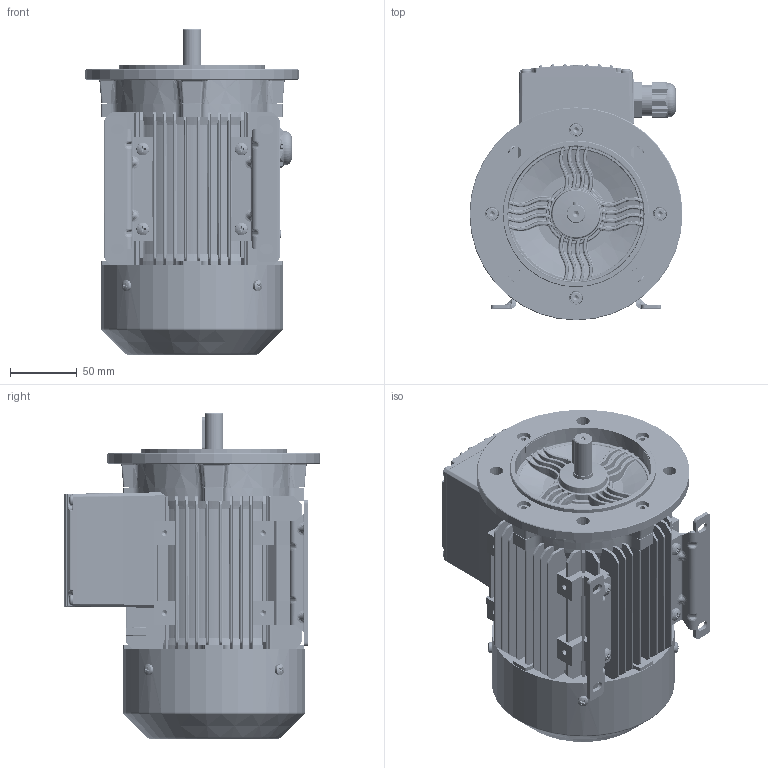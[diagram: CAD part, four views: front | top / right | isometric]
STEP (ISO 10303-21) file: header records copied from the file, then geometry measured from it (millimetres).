
FILE_DESCRIPTION (( 'STEP AP203' ), '1' );
FILE_NAME ('2EL071M2_PA_K1-A.STEP', '2019-06-19T13:42:08', ( '' ), ( '' ), 'SwSTEP 2.0', 'SolidWorks 2019', '' );
FILE_SCHEMA (( 'CONFIG_CONTROL_DESIGN' ));
Products named in the file (1): 2EL071M2_PA_K1-A
Bounding box: 160 x 192.92 x 244.4 mm (x, y, z)
Volume: 3020309.9 mm3; surface area: 283596.4 mm2
Topology: 1 solids, 74 shells, 4947 faces, 12365 edges, 7637 vertices
Faces by surface type: cylinder 1492, plane 1406, bspline 737, cone 689, torus 468, sphere 155
Entity records: 174006 total; most frequent: CARTESIAN_POINT 61401, ORIENTED_EDGE 24484, DIRECTION 22941, EDGE_CURVE 12242, AXIS2_PLACEMENT_3D 9230, VERTEX_POINT 7633, EDGE_LOOP 5293, CIRCLE 5019
